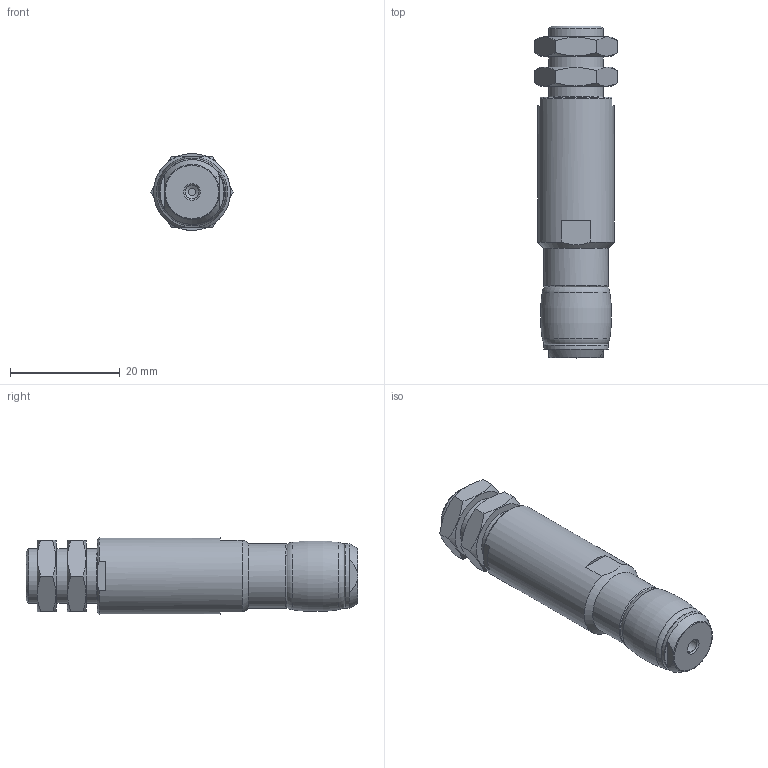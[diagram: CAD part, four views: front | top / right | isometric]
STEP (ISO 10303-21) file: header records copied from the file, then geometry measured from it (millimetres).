
FILE_DESCRIPTION(/* description */ ('STEP AP214'),/* implementation_level */ '2;1');
FILE_NAME(/* name */ '1320811_DHEB-12-E-U-E-L',/* time_stamp */ '2024-08-19T16:16:40+02:00',/* author */ ('License CC BY-ND 4.0'),/* organization */ ('CADENAS'),/* preprocessor_version */ 'ST-DEVELOPER v19.3',/* originating_system */ 'PARTsolutions',/* authorisation */ ' ');
FILE_SCHEMA (('AUTOMOTIVE_DESIGN {1 0 10303 214 3 1 1}'));
Length unit declared in the file: millimetre
Products named in the file (5): 1320811 DHEB-12-E-U-E-L---(AUS); 1363117 DHEB-12-E-U-E-L; 1363122 DHEB-12-E-U-E-L---(AUS); 1448934 DHAS-GB-B14-12-E---(MOD-AUS-U); 396998 YSRW M10X1-3.5-13
Assembly tree (5 placements, depth 2):
  1320811 DHEB-12-E-U-E-L---(AUS)
    1363117 DHEB-12-E-U-E-L
    1363122 DHEB-12-E-U-E-L---(AUS)
    1448934 DHAS-GB-B14-12-E---(MOD-AUS-U)
    396998 YSRW M10X1-3.5-13  x2
Bounding box: 15.01 x 60.5 x 14 mm (x, y, z)
Volume: 7243.4 mm3; surface area: 6402.2 mm2
Topology: 5 solids, 5 shells, 89 faces, 192 edges, 121 vertices
Faces by surface type: plane 43, cylinder 20, cone 19, torus 7
Full cylindrical faces by diameter (mm): 1 x1, 1.3 x1, 2.1 x1, 2.459 x1, 4 x2, 4.134 x1, 5 x3, 7.5 x2, 8.917 x2, 10 x1, 11.8 x2, 12 x2, 14 x1
Entity records: 1947 total; most frequent: CARTESIAN_POINT 393, DIRECTION 310, ORIENTED_EDGE 222, AXIS2_PLACEMENT_3D 144, FACE_BOUND 130, EDGE_LOOP 129, EDGE_CURVE 111, VERTEX_POINT 91
